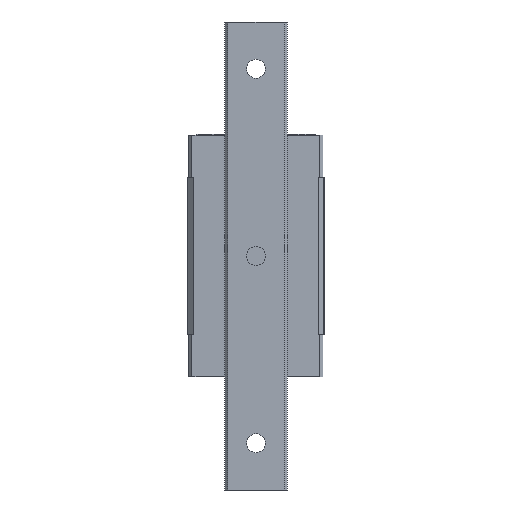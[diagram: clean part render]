
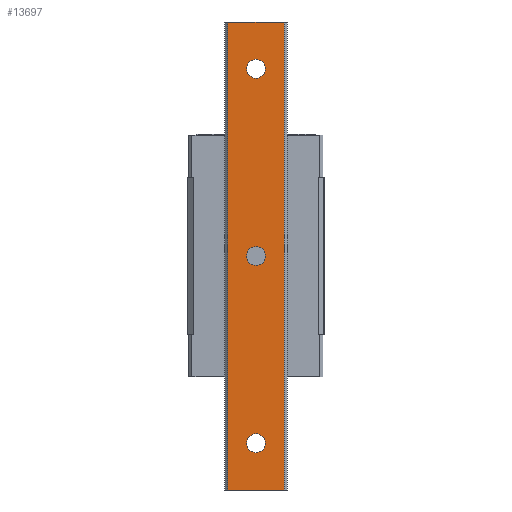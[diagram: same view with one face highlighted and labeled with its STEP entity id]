
A CAD part, front view. The second image highlights one B-rep face of the part: STEP entity #13697.
In plain terms, the highlighted planar face has unit normal (0, -1, 0).
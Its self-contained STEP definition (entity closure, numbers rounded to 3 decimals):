
#12479=DIRECTION('',(1.,0.,0.));
#12480=VECTOR('',#12479,18.);
#12481=CARTESIAN_POINT('',(-9.,-17.5,-75.));
#12482=LINE('',#12481,#12480);
#12637=DIRECTION('',(0.,0.,1.));
#12638=VECTOR('',#12637,150.);
#12639=CARTESIAN_POINT('',(9.,-17.5,-75.));
#12640=LINE('',#12639,#12638);
#12641=DIRECTION('',(0.,0.,1.));
#12642=VECTOR('',#12641,150.);
#12643=CARTESIAN_POINT('',(-9.,-17.5,-75.));
#12644=LINE('',#12643,#12642);
#12645=CARTESIAN_POINT('',(0.,-17.5,0.));
#12646=DIRECTION('',(0.,1.,0.));
#12647=DIRECTION('',(-1.,0.,0.));
#12648=AXIS2_PLACEMENT_3D('',#12645,#12646,#12647);
#12650=CARTESIAN_POINT('',(0.,-17.5,0.));
#12651=DIRECTION('',(0.,1.,0.));
#12652=DIRECTION('',(1.,0.,0.));
#12653=AXIS2_PLACEMENT_3D('',#12650,#12651,#12652);
#12655=CARTESIAN_POINT('',(0.,-17.5,60.));
#12656=DIRECTION('',(0.,1.,0.));
#12657=DIRECTION('',(-1.,0.,0.));
#12658=AXIS2_PLACEMENT_3D('',#12655,#12656,#12657);
#12660=CARTESIAN_POINT('',(0.,-17.5,60.));
#12661=DIRECTION('',(0.,1.,0.));
#12662=DIRECTION('',(1.,0.,0.));
#12663=AXIS2_PLACEMENT_3D('',#12660,#12661,#12662);
#12665=CARTESIAN_POINT('',(0.,-17.5,-60.));
#12666=DIRECTION('',(0.,1.,0.));
#12667=DIRECTION('',(-1.,0.,0.));
#12668=AXIS2_PLACEMENT_3D('',#12665,#12666,#12667);
#12670=CARTESIAN_POINT('',(0.,-17.5,-60.));
#12671=DIRECTION('',(0.,1.,0.));
#12672=DIRECTION('',(1.,0.,0.));
#12673=AXIS2_PLACEMENT_3D('',#12670,#12671,#12672);
#12880=DIRECTION('',(1.,0.,0.));
#12881=VECTOR('',#12880,18.);
#12882=CARTESIAN_POINT('',(-9.,-17.5,75.));
#12883=LINE('',#12882,#12881);
#13137=CARTESIAN_POINT('',(-9.,-17.5,-75.));
#13138=VERTEX_POINT('',#13137);
#13139=CARTESIAN_POINT('',(9.,-17.5,-75.));
#13140=VERTEX_POINT('',#13139);
#13221=CARTESIAN_POINT('',(-9.,-17.5,75.));
#13222=VERTEX_POINT('',#13221);
#13223=CARTESIAN_POINT('',(9.,-17.5,75.));
#13224=VERTEX_POINT('',#13223);
#13259=CARTESIAN_POINT('',(-3.,-17.5,0.));
#13260=CARTESIAN_POINT('',(3.,-17.5,0.));
#13261=VERTEX_POINT('',#13259);
#13262=VERTEX_POINT('',#13260);
#13263=CARTESIAN_POINT('',(-3.,-17.5,60.));
#13264=CARTESIAN_POINT('',(3.,-17.5,60.));
#13265=VERTEX_POINT('',#13263);
#13266=VERTEX_POINT('',#13264);
#13267=CARTESIAN_POINT('',(-3.,-17.5,-60.));
#13268=CARTESIAN_POINT('',(3.,-17.5,-60.));
#13269=VERTEX_POINT('',#13267);
#13270=VERTEX_POINT('',#13268);
#13666=CARTESIAN_POINT('',(-9.,-17.5,-75.));
#13667=DIRECTION('',(0.,-1.,0.));
#13668=DIRECTION('',(1.,0.,0.));
#13669=AXIS2_PLACEMENT_3D('',#13666,#13667,#13668);
#13670=PLANE('',#13669);
#13671=ORIENTED_EDGE('',*,*,#13358,.F.);
#13673=ORIENTED_EDGE('',*,*,#13672,.T.);
#13675=ORIENTED_EDGE('',*,*,#13674,.T.);
#13676=ORIENTED_EDGE('',*,*,#13658,.F.);
#13677=EDGE_LOOP('',(#13671,#13673,#13675,#13676));
#13678=FACE_OUTER_BOUND('',#13677,.F.);
#13680=ORIENTED_EDGE('',*,*,#13679,.F.);
#13682=ORIENTED_EDGE('',*,*,#13681,.F.);
#13683=EDGE_LOOP('',(#13680,#13682));
#13684=FACE_BOUND('',#13683,.F.);
#13686=ORIENTED_EDGE('',*,*,#13685,.F.);
#13688=ORIENTED_EDGE('',*,*,#13687,.F.);
#13689=EDGE_LOOP('',(#13686,#13688));
#13690=FACE_BOUND('',#13689,.F.);
#13692=ORIENTED_EDGE('',*,*,#13691,.F.);
#13694=ORIENTED_EDGE('',*,*,#13693,.F.);
#13695=EDGE_LOOP('',(#13692,#13694));
#13696=FACE_BOUND('',#13695,.F.);
#13697=ADVANCED_FACE('',(#13678,#13684,#13690,#13696),#13670,.T.);
#12649=CIRCLE('',#12648,3.);
#12654=CIRCLE('',#12653,3.);
#12659=CIRCLE('',#12658,3.);
#12664=CIRCLE('',#12663,3.);
#12669=CIRCLE('',#12668,3.);
#12674=CIRCLE('',#12673,3.);
#13358=EDGE_CURVE('',#13138,#13140,#12482,.T.);
#13658=EDGE_CURVE('',#13140,#13224,#12640,.T.);
#13672=EDGE_CURVE('',#13138,#13222,#12644,.T.);
#13674=EDGE_CURVE('',#13222,#13224,#12883,.T.);
#13679=EDGE_CURVE('',#13261,#13262,#12649,.T.);
#13681=EDGE_CURVE('',#13262,#13261,#12654,.T.);
#13685=EDGE_CURVE('',#13265,#13266,#12659,.T.);
#13687=EDGE_CURVE('',#13266,#13265,#12664,.T.);
#13691=EDGE_CURVE('',#13269,#13270,#12669,.T.);
#13693=EDGE_CURVE('',#13270,#13269,#12674,.T.);
